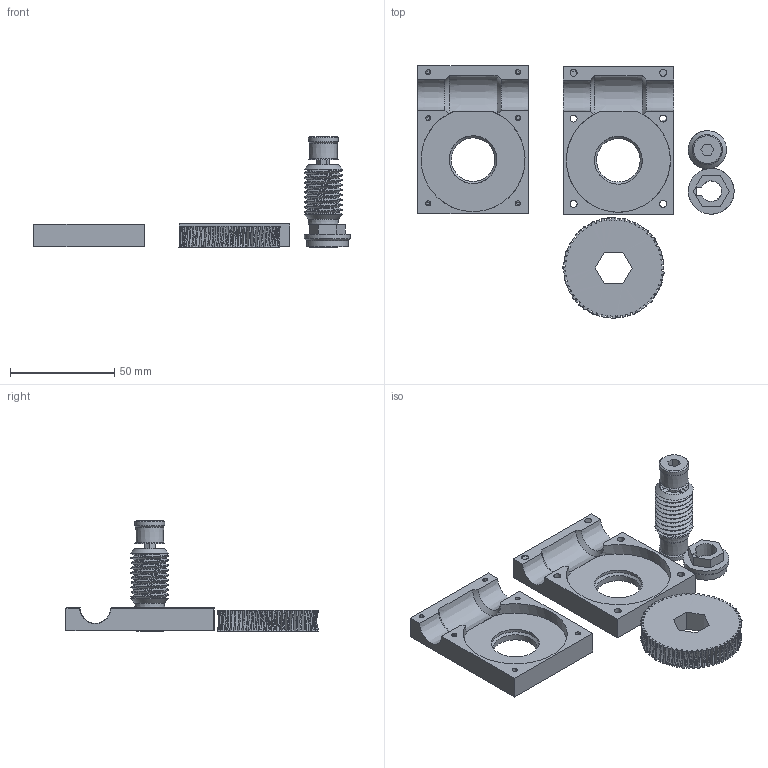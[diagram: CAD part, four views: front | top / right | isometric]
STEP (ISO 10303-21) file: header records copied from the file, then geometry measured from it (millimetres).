
FILE_DESCRIPTION(/* description */ (''),/* implementation_level */ '2;1');
FILE_NAME(/* name */ 'Worm Gearbox v23.step',/* time_stamp */ '2022-02-20T23:27:04-06:00',/* author */ (''),/* organization */ (''),/* preprocessor_version */ 'ST-DEVELOPER v18.1',/* originating_system */ 'Autodesk Translation Framework v10.10.0.1391',/* authorisation */ '');
FILE_SCHEMA (('AUTOMOTIVE_DESIGN { 1 0 10303 214 3 1 1 }'));
Length unit declared in the file: millimetre
Products named in the file (2): Worm Gearbox; Component1
Assembly tree (1 placements, depth 2):
  Worm Gearbox
    Component1
Bounding box: 151.81 x 121.03 x 53.02 mm (x, y, z)
Volume: 70281.6 mm3; surface area: 35468.2 mm2
Topology: 5 solids, 5 shells, 404 faces, 1228 edges, 805 vertices
Faces by surface type: cone 233, plane 62, cylinder 42, bspline 39, torus 23, sphere 5
Full cylindrical faces by diameter (mm): 14.345 x1, 14.957 x8, 18.097 x9, 21.959 x1, 22.953 x1
Entity records: 30024 total; most frequent: CARTESIAN_POINT 21022, ORIENTED_EDGE 2380, DIRECTION 1274, EDGE_CURVE 1190, VERTEX_POINT 805, AXIS2_PLACEMENT_3D 524, B_SPLINE_CURVE_WITH_KNOTS 484, EDGE_LOOP 433
